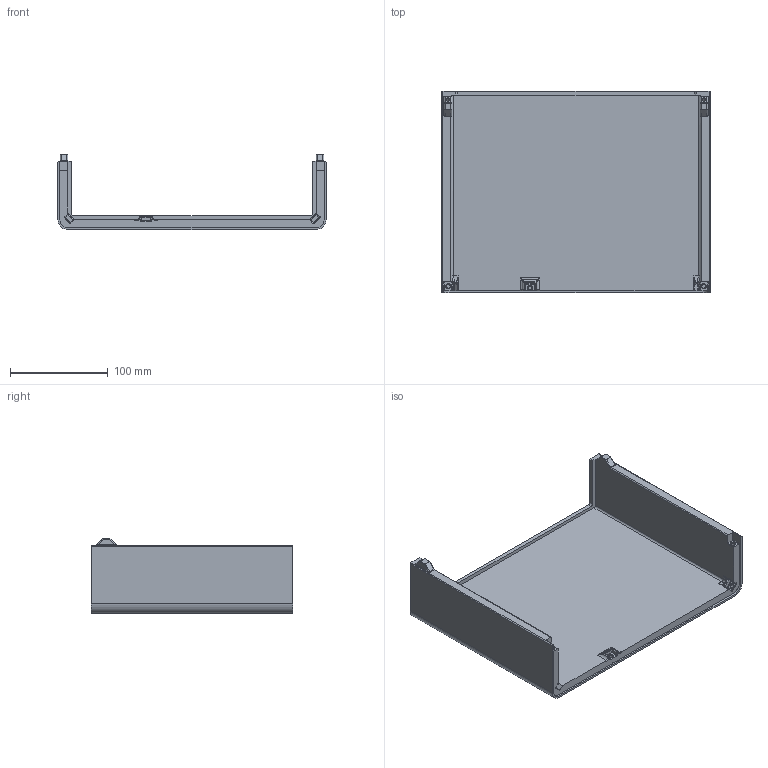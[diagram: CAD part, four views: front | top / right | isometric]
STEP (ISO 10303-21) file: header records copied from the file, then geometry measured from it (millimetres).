
FILE_DESCRIPTION (( 'STEP AP214' ), '1' );
FILE_NAME ('CF5Vs_SCase_Front_Top.STEP', '2025-01-11T16:50:12', ( '' ), ( '' ), 'SwSTEP 2.0', 'SolidWorks 2025', '' );
FILE_SCHEMA (( 'AUTOMOTIVE_DESIGN' ));
Length unit declared in the file: millimetre
Products named in the file (1): CF5Vs_SCase_Front_Top
Bounding box: 274 x 206 x 76.8 mm (x, y, z)
Volume: 801257.9 mm3; surface area: 176428.8 mm2
Topology: 1 solids, 1 shells, 260 faces, 626 edges, 354 vertices
Faces by surface type: cylinder 96, plane 73, bspline 44, sphere 19, cone 14, torus 14
Entity records: 8965 total; most frequent: CARTESIAN_POINT 3348, ORIENTED_EDGE 1204, DIRECTION 1137, EDGE_CURVE 602, AXIS2_PLACEMENT_3D 428, VERTEX_POINT 352, LINE 281, VECTOR 281
